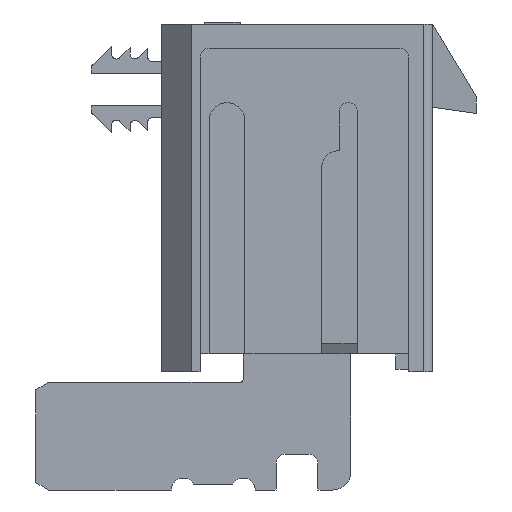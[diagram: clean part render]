
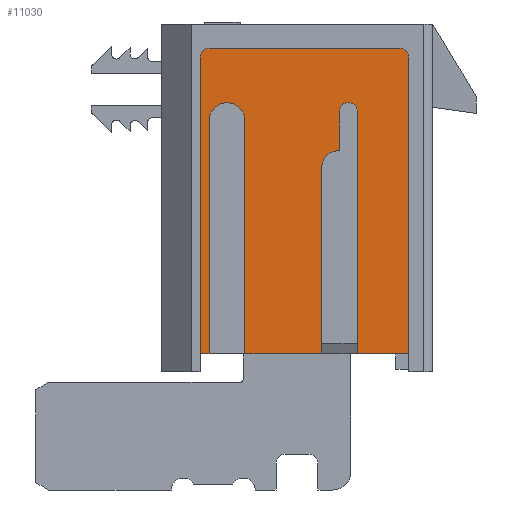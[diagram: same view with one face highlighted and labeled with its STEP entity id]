
A CAD part, left-side view. The second image highlights one B-rep face of the part: STEP entity #11030.
In plain terms, the highlighted planar face has unit normal (-1, 0, 0).
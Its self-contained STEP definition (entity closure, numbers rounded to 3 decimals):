
#61=DIRECTION('',(0.,1.,0.));
#62=VECTOR('',#61,0.381);
#63=CARTESIAN_POINT('',(38.608,24.277,-8.834));
#64=LINE('',#63,#62);
#2696=CARTESIAN_POINT('',(38.608,16.174,3.764));
#2697=DIRECTION('',(-1.,0.,0.));
#2698=DIRECTION('',(0.,-1.,0.));
#2699=AXIS2_PLACEMENT_3D('',#2696,#2697,#2698);
#2701=DIRECTION('',(0.,0.,1.));
#2702=VECTOR('',#2701,12.598);
#2703=CARTESIAN_POINT('',(38.608,15.793,-8.834));
#2704=LINE('',#2703,#2702);
#2705=DIRECTION('',(0.,-1.,0.));
#2706=VECTOR('',#2705,2.184);
#2707=CARTESIAN_POINT('',(38.608,17.977,-8.834));
#2708=LINE('',#2707,#2706);
#2709=DIRECTION('',(0.,0.,-1.));
#2710=VECTOR('',#2709,10.287);
#2711=CARTESIAN_POINT('',(38.608,17.977,1.453));
#2712=LINE('',#2711,#2710);
#2713=CARTESIAN_POINT('',(38.608,18.358,1.453));
#2714=DIRECTION('',(1.,0.,0.));
#2715=DIRECTION('',(0.,1.,0.));
#2716=AXIS2_PLACEMENT_3D('',#2713,#2714,#2715);
#2718=DIRECTION('',(0.,0.,1.));
#2719=VECTOR('',#2718,1.651);
#2720=CARTESIAN_POINT('',(38.608,18.739,-0.198));
#2721=LINE('',#2720,#2719);
#2722=CARTESIAN_POINT('',(38.608,18.739,-0.96));
#2723=DIRECTION('',(1.,0.,0.));
#2724=DIRECTION('',(0.,1.,0.));
#2725=AXIS2_PLACEMENT_3D('',#2722,#2723,#2724);
#2727=DIRECTION('',(0.,0.,1.));
#2728=VECTOR('',#2727,7.874);
#2729=CARTESIAN_POINT('',(38.608,19.501,-8.834));
#2730=LINE('',#2729,#2728);
#2731=DIRECTION('',(0.,-1.,0.));
#2732=VECTOR('',#2731,3.251);
#2733=CARTESIAN_POINT('',(38.608,22.753,-8.834));
#2734=LINE('',#2733,#2732);
#2735=DIRECTION('',(0.,0.,-1.));
#2736=VECTOR('',#2735,9.906);
#2737=CARTESIAN_POINT('',(38.608,22.753,1.072));
#2738=LINE('',#2737,#2736);
#2739=CARTESIAN_POINT('',(38.608,23.515,1.072));
#2740=DIRECTION('',(1.,0.,0.));
#2741=DIRECTION('',(0.,1.,0.));
#2742=AXIS2_PLACEMENT_3D('',#2739,#2740,#2741);
#2744=DIRECTION('',(0.,0.,1.));
#2745=VECTOR('',#2744,9.906);
#2746=CARTESIAN_POINT('',(38.608,24.277,-8.834));
#2747=LINE('',#2746,#2745);
#2748=DIRECTION('',(0.,0.,-1.));
#2749=VECTOR('',#2748,12.598);
#2750=CARTESIAN_POINT('',(38.608,24.658,3.764));
#2751=LINE('',#2750,#2749);
#2752=CARTESIAN_POINT('',(38.608,24.277,3.764));
#2753=DIRECTION('',(-1.,0.,0.));
#2754=DIRECTION('',(0.,0.,1.));
#2755=AXIS2_PLACEMENT_3D('',#2752,#2753,#2754);
#2757=DIRECTION('',(0.,1.,0.));
#2758=VECTOR('',#2757,8.103);
#2759=CARTESIAN_POINT('',(38.608,16.174,4.145));
#2760=LINE('',#2759,#2758);
#5727=CARTESIAN_POINT('',(38.608,15.793,-8.834));
#5728=CARTESIAN_POINT('',(38.608,15.793,3.764));
#5729=VERTEX_POINT('',#5727);
#5730=VERTEX_POINT('',#5728);
#5731=CARTESIAN_POINT('',(38.608,17.977,-8.834));
#5732=VERTEX_POINT('',#5731);
#5733=CARTESIAN_POINT('',(38.608,17.977,1.453));
#5734=VERTEX_POINT('',#5733);
#5735=CARTESIAN_POINT('',(38.608,18.739,1.453));
#5736=VERTEX_POINT('',#5735);
#5737=CARTESIAN_POINT('',(38.608,18.739,-0.198));
#5738=VERTEX_POINT('',#5737);
#5739=CARTESIAN_POINT('',(38.608,19.501,-0.96));
#5740=VERTEX_POINT('',#5739);
#5741=CARTESIAN_POINT('',(38.608,19.501,-8.834));
#5742=VERTEX_POINT('',#5741);
#5743=CARTESIAN_POINT('',(38.608,22.753,-8.834));
#5744=VERTEX_POINT('',#5743);
#5745=CARTESIAN_POINT('',(38.608,22.753,1.072));
#5746=VERTEX_POINT('',#5745);
#5747=CARTESIAN_POINT('',(38.608,24.277,1.072));
#5748=VERTEX_POINT('',#5747);
#5749=CARTESIAN_POINT('',(38.608,24.277,-8.834));
#5750=VERTEX_POINT('',#5749);
#5751=CARTESIAN_POINT('',(38.608,24.658,-8.834));
#5752=VERTEX_POINT('',#5751);
#5753=CARTESIAN_POINT('',(38.608,24.658,3.764));
#5754=VERTEX_POINT('',#5753);
#5755=CARTESIAN_POINT('',(38.608,24.277,4.145));
#5756=VERTEX_POINT('',#5755);
#5757=CARTESIAN_POINT('',(38.608,16.174,4.145));
#5758=VERTEX_POINT('',#5757);
#10996=CARTESIAN_POINT('',(38.608,16.591,-1.161));
#10997=DIRECTION('',(-1.,0.,0.));
#10998=DIRECTION('',(0.,-1.,0.));
#10999=AXIS2_PLACEMENT_3D('',#10996,#10997,#10998);
#11000=PLANE('',#10999);
#11001=ORIENTED_EDGE('',*,*,#10977,.F.);
#11003=ORIENTED_EDGE('',*,*,#11002,.F.);
#11004=ORIENTED_EDGE('',*,*,#7601,.F.);
#11006=ORIENTED_EDGE('',*,*,#11005,.F.);
#11008=ORIENTED_EDGE('',*,*,#11007,.F.);
#11010=ORIENTED_EDGE('',*,*,#11009,.F.);
#11012=ORIENTED_EDGE('',*,*,#11011,.F.);
#11014=ORIENTED_EDGE('',*,*,#11013,.F.);
#11015=ORIENTED_EDGE('',*,*,#7593,.F.);
#11017=ORIENTED_EDGE('',*,*,#11016,.F.);
#11019=ORIENTED_EDGE('',*,*,#11018,.F.);
#11021=ORIENTED_EDGE('',*,*,#11020,.F.);
#11022=ORIENTED_EDGE('',*,*,#7585,.T.);
#11024=ORIENTED_EDGE('',*,*,#11023,.F.);
#11026=ORIENTED_EDGE('',*,*,#11025,.F.);
#11027=ORIENTED_EDGE('',*,*,#10988,.F.);
#11028=EDGE_LOOP('',(#11001,#11003,#11004,#11006,#11008,#11010,#11012,#11014,
#11015,#11017,#11019,#11021,#11022,#11024,#11026,#11027));
#11029=FACE_OUTER_BOUND('',#11028,.F.);
#11030=ADVANCED_FACE('',(#11029),#11000,.T.);
#2700=CIRCLE('',#2699,0.381);
#2717=CIRCLE('',#2716,0.381);
#2726=CIRCLE('',#2725,0.762);
#2743=CIRCLE('',#2742,0.762);
#2756=CIRCLE('',#2755,0.381);
#7585=EDGE_CURVE('',#5750,#5752,#64,.T.);
#7593=EDGE_CURVE('',#5744,#5742,#2734,.T.);
#7601=EDGE_CURVE('',#5732,#5729,#2708,.T.);
#10977=EDGE_CURVE('',#5730,#5758,#2700,.T.);
#10988=EDGE_CURVE('',#5758,#5756,#2760,.T.);
#11002=EDGE_CURVE('',#5729,#5730,#2704,.T.);
#11005=EDGE_CURVE('',#5734,#5732,#2712,.T.);
#11007=EDGE_CURVE('',#5736,#5734,#2717,.T.);
#11009=EDGE_CURVE('',#5738,#5736,#2721,.T.);
#11011=EDGE_CURVE('',#5740,#5738,#2726,.T.);
#11013=EDGE_CURVE('',#5742,#5740,#2730,.T.);
#11016=EDGE_CURVE('',#5746,#5744,#2738,.T.);
#11018=EDGE_CURVE('',#5748,#5746,#2743,.T.);
#11020=EDGE_CURVE('',#5750,#5748,#2747,.T.);
#11023=EDGE_CURVE('',#5754,#5752,#2751,.T.);
#11025=EDGE_CURVE('',#5756,#5754,#2756,.T.);
